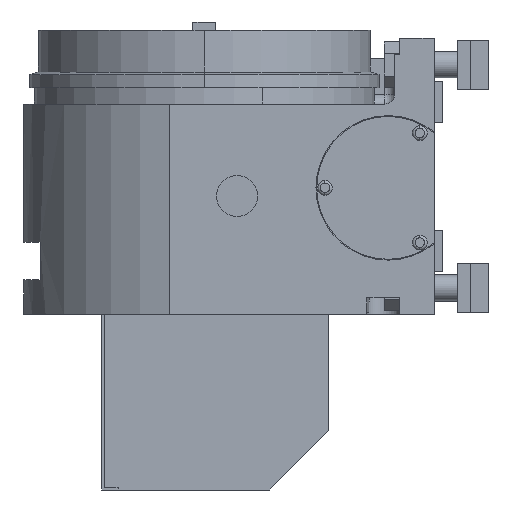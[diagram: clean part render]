
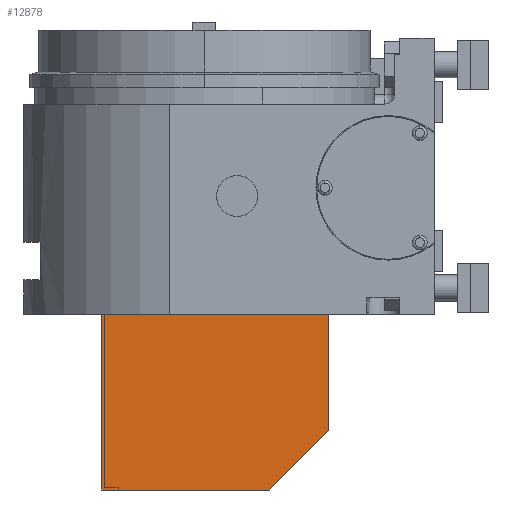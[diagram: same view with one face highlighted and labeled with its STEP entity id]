
A CAD part, left-side view. The second image highlights one B-rep face of the part: STEP entity #12878.
In plain terms, the highlighted planar face has unit normal (-1, 0, 0).
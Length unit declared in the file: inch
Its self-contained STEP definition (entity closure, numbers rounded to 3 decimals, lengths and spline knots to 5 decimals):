
#1912 = ORIENTED_EDGE ( 'NONE', *, *, #29662, .T. ) ;
#2102 = VERTEX_POINT ( 'NONE', #30185 ) ;
#2898 = DIRECTION ( 'NONE',  ( 0., 0., 1. ) ) ;
#3185 = VERTEX_POINT ( 'NONE', #14969 ) ;
#5017 = ORIENTED_EDGE ( 'NONE', *, *, #13397, .F. ) ;
#5793 = VECTOR ( 'NONE', #2898, 39.37008 ) ;
#6204 = CARTESIAN_POINT ( 'NONE',  ( 8.70739, 5.93055, -2.05384 ) ) ;
#6421 = DIRECTION ( 'NONE',  ( -1., 0., 0. ) ) ;
#7325 = ORIENTED_EDGE ( 'NONE', *, *, #22841, .F. ) ;
#10628 = EDGE_CURVE ( 'NONE', #3185, #27112, #26888, .T. ) ;
#11243 = DIRECTION ( 'NONE',  ( 0., -1., 0. ) ) ;
#11992 = VERTEX_POINT ( 'NONE', #6204 ) ;
#12703 = EDGE_CURVE ( 'NONE', #15857, #2102, #22697, .T. ) ;
#12878 = ADVANCED_FACE ( 'NONE', ( #18252 ), #15762, .T. ) ;
#13005 = ORIENTED_EDGE ( 'NONE', *, *, #10628, .F. ) ;
#13397 = EDGE_CURVE ( 'NONE', #15857, #11992, #16003, .T. ) ;
#14969 = CARTESIAN_POINT ( 'NONE',  ( 8.70739, 5.93055, 2.51309 ) ) ;
#15762 = PLANE ( 'NONE',  #28484 ) ;
#15857 = VERTEX_POINT ( 'NONE', #17518 ) ;
#16003 = LINE ( 'NONE', #30193, #27768 ) ;
#16137 = DIRECTION ( 'NONE',  ( 0., 1., 0. ) ) ;
#16409 = VECTOR ( 'NONE', #18452, 39.37008 ) ;
#17518 = CARTESIAN_POINT ( 'NONE',  ( 8.70739, 1.9148, -2.05384 ) ) ;
#18252 = FACE_OUTER_BOUND ( 'NONE', #20922, .T. ) ;
#18452 = DIRECTION ( 'NONE',  ( 0., -0.707, 0.707 ) ) ;
#18663 = CARTESIAN_POINT ( 'NONE',  ( 8.70739, 0.49748, 2.51309 ) ) ;
#19275 = CARTESIAN_POINT ( 'NONE',  ( 8.70739, 0.49748, 2.27687 ) ) ;
#20500 = CARTESIAN_POINT ( 'NONE',  ( 8.70739, 5.93055, 2.27687 ) ) ;
#20649 = DIRECTION ( 'NONE',  ( 0., 0., 1. ) ) ;
#20922 = EDGE_LOOP ( 'NONE', ( #24771, #1912, #13005, #7325, #5017 ) ) ;
#22697 = LINE ( 'NONE', #27614, #16409 ) ;
#22841 = EDGE_CURVE ( 'NONE', #11992, #3185, #29647, .T. ) ;
#22866 = DIRECTION ( 'NONE',  ( 0., 0., 1. ) ) ;
#22948 = CARTESIAN_POINT ( 'NONE',  ( 8.70739, 5.93055, 2.51309 ) ) ;
#23406 = VECTOR ( 'NONE', #20649, 39.37008 ) ;
#24530 = LINE ( 'NONE', #19275, #5793 ) ;
#24771 = ORIENTED_EDGE ( 'NONE', *, *, #12703, .T. ) ;
#25294 = CARTESIAN_POINT ( 'NONE',  ( 8.70739, 5.93055, 2.27687 ) ) ;
#26132 = VECTOR ( 'NONE', #11243, 39.37008 ) ;
#26888 = LINE ( 'NONE', #22948, #26132 ) ;
#27112 = VERTEX_POINT ( 'NONE', #18663 ) ;
#27614 = CARTESIAN_POINT ( 'NONE',  ( 8.70739, 1.9148, -2.05384 ) ) ;
#27768 = VECTOR ( 'NONE', #16137, 39.37008 ) ;
#28484 = AXIS2_PLACEMENT_3D ( 'NONE', #20500, #6421, #22866 ) ;
#29647 = LINE ( 'NONE', #25294, #23406 ) ;
#29662 = EDGE_CURVE ( 'NONE', #2102, #27112, #24530, .T. ) ;
#30185 = CARTESIAN_POINT ( 'NONE',  ( 8.70739, 0.49748, -0.63652 ) ) ;
#30193 = CARTESIAN_POINT ( 'NONE',  ( 8.70739, 0.49748, -2.05384 ) ) ;
